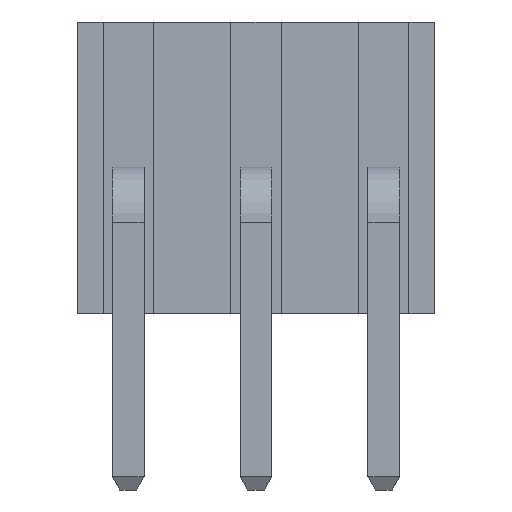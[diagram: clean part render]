
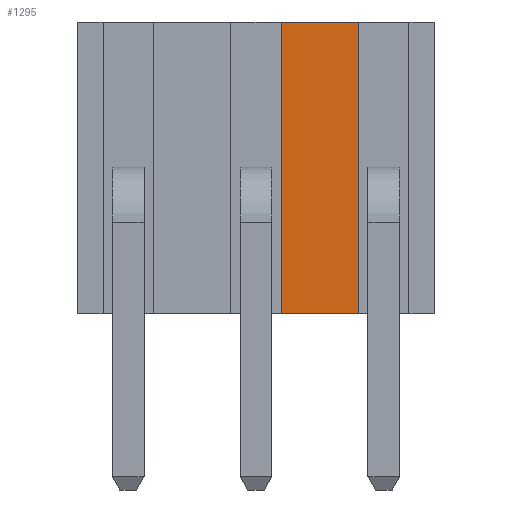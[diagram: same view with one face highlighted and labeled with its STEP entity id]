
A CAD part, front view. The second image highlights one B-rep face of the part: STEP entity #1295.
In plain terms, the highlighted planar face has unit normal (0, -1, 0).
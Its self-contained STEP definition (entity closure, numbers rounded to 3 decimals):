
#99 = DIRECTION ( 'NONE',  ( -1., 0., 0. ) ) ;
#135 = LINE ( 'NONE', #1732, #290 ) ;
#249 = EDGE_CURVE ( 'NONE', #554, #3067, #2767, .T. ) ;
#290 = VECTOR ( 'NONE', #2212, 1000. ) ;
#453 = CARTESIAN_POINT ( 'NONE',  ( 3.25, -1.65, 2.95 ) ) ;
#483 = CARTESIAN_POINT ( 'NONE',  ( 1.71, -1.65, 2.95 ) ) ;
#554 = VERTEX_POINT ( 'NONE', #453 ) ;
#690 = CARTESIAN_POINT ( 'NONE',  ( 3.25, -1.65, -2.85 ) ) ;
#703 = AXIS2_PLACEMENT_3D ( 'NONE', #788, #806, #2299 ) ;
#788 = CARTESIAN_POINT ( 'NONE',  ( -4.75, -1.65, 2.95 ) ) ;
#797 = CARTESIAN_POINT ( 'NONE',  ( -4.75, -1.65, 2.95 ) ) ;
#806 = DIRECTION ( 'NONE',  ( 0., -1., 0. ) ) ;
#812 = CARTESIAN_POINT ( 'NONE',  ( 1.71, -1.65, -2.85 ) ) ;
#1036 = CARTESIAN_POINT ( 'NONE',  ( 1.71, -1.65, 2.95 ) ) ;
#1062 = VECTOR ( 'NONE', #99, 1000. ) ;
#1087 = PLANE ( 'NONE',  #703 ) ;
#1116 = ORIENTED_EDGE ( 'NONE', *, *, #1567, .T. ) ;
#1295 = ADVANCED_FACE ( 'NONE', ( #3268 ), #1087, .T. ) ;
#1479 = ORIENTED_EDGE ( 'NONE', *, *, #2923, .F. ) ;
#1531 = DIRECTION ( 'NONE',  ( -1., 0., 0. ) ) ;
#1567 = EDGE_CURVE ( 'NONE', #3067, #3107, #3159, .T. ) ;
#1628 = CARTESIAN_POINT ( 'NONE',  ( -4.75, -1.65, -2.85 ) ) ;
#1732 = CARTESIAN_POINT ( 'NONE',  ( 3.25, -1.65, 2.95 ) ) ;
#1802 = ORIENTED_EDGE ( 'NONE', *, *, #249, .T. ) ;
#2047 = EDGE_CURVE ( 'NONE', #2070, #554, #135, .T. ) ;
#2070 = VERTEX_POINT ( 'NONE', #690 ) ;
#2212 = DIRECTION ( 'NONE',  ( 0., 0., 1. ) ) ;
#2299 = DIRECTION ( 'NONE',  ( 0., 0., -1. ) ) ;
#2767 = LINE ( 'NONE', #797, #2843 ) ;
#2781 = ORIENTED_EDGE ( 'NONE', *, *, #2047, .T. ) ;
#2843 = VECTOR ( 'NONE', #1531, 1000. ) ;
#2923 = EDGE_CURVE ( 'NONE', #2070, #3107, #3229, .T. ) ;
#2986 = EDGE_LOOP ( 'NONE', ( #1802, #1116, #1479, #2781 ) ) ;
#3067 = VERTEX_POINT ( 'NONE', #483 ) ;
#3107 = VERTEX_POINT ( 'NONE', #812 ) ;
#3159 = LINE ( 'NONE', #1036, #3166 ) ;
#3166 = VECTOR ( 'NONE', #3303, 1000. ) ;
#3229 = LINE ( 'NONE', #1628, #1062 ) ;
#3268 = FACE_OUTER_BOUND ( 'NONE', #2986, .T. ) ;
#3303 = DIRECTION ( 'NONE',  ( 0., 0., -1. ) ) ;
